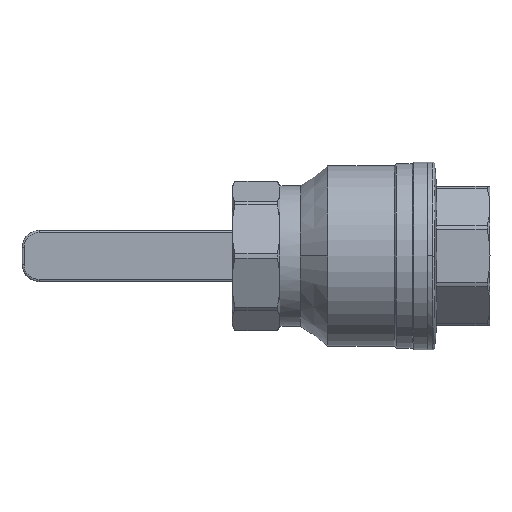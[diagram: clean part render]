
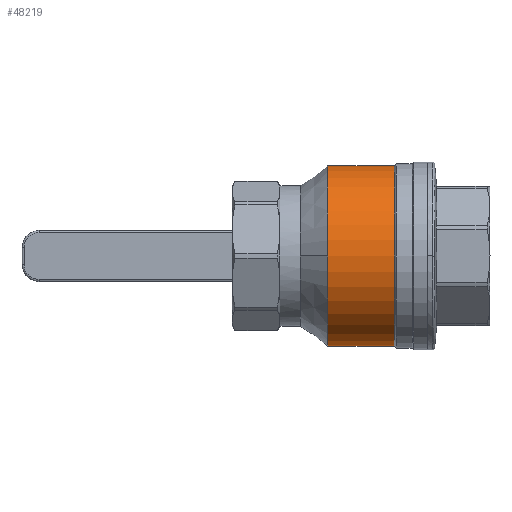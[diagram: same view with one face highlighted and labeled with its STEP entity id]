
A CAD part, front view. The second image highlights one B-rep face of the part: STEP entity #48219.
In plain terms, the highlighted cylindrical face has radius 42.25 mm (diameter 84.5 mm), a partial arc.
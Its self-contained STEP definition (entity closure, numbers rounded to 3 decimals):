
#1876 = DIRECTION ( 'NONE',  ( -1., 0., 0. ) ) ;
#2156 = CARTESIAN_POINT ( 'NONE',  ( 153.059, 0., -42.25 ) ) ;
#2643 = VERTEX_POINT ( 'NONE', #3921 ) ;
#3921 = CARTESIAN_POINT ( 'NONE',  ( 15.5, 0., 42.25 ) ) ;
#5589 = ORIENTED_EDGE ( 'NONE', *, *, #22128, .T. ) ;
#7940 = DIRECTION ( 'NONE',  ( 1., 0., 0. ) ) ;
#9190 = DIRECTION ( 'NONE',  ( 1., 0., 0. ) ) ;
#11012 = LINE ( 'NONE', #2156, #56346 ) ;
#11461 = EDGE_CURVE ( 'NONE', #53127, #50274, #40713, .T. ) ;
#14179 = VERTEX_POINT ( 'NONE', #18051 ) ;
#14722 = EDGE_CURVE ( 'NONE', #14179, #21555, #11012, .T. ) ;
#15079 = AXIS2_PLACEMENT_3D ( 'NONE', #35462, #9190, #39921 ) ;
#18051 = CARTESIAN_POINT ( 'NONE',  ( 15.5, 0., -42.25 ) ) ;
#19580 = CYLINDRICAL_SURFACE ( 'NONE', #38968, 42.25 ) ;
#21099 = DIRECTION ( 'NONE',  ( -1., 0., 0. ) ) ;
#21555 = VERTEX_POINT ( 'NONE', #40277 ) ;
#22128 = EDGE_CURVE ( 'NONE', #14179, #2643, #22930, .T. ) ;
#22617 = EDGE_CURVE ( 'NONE', #50274, #21555, #51370, .T. ) ;
#22930 = CIRCLE ( 'NONE', #51782, 42.25 ) ;
#23476 = DIRECTION ( 'NONE',  ( -1., 0., 0. ) ) ;
#24087 = ORIENTED_EDGE ( 'NONE', *, *, #11461, .T. ) ;
#24430 = DIRECTION ( 'NONE',  ( -1., 0., 0. ) ) ;
#32607 = CARTESIAN_POINT ( 'NONE',  ( 153.059, 0., 42.25 ) ) ;
#34224 = CARTESIAN_POINT ( 'NONE',  ( -15.5, 0., 0. ) ) ;
#35462 = CARTESIAN_POINT ( 'NONE',  ( -15.5, 0., 0. ) ) ;
#35905 = AXIS2_PLACEMENT_3D ( 'NONE', #34224, #7940, #38665 ) ;
#38477 = LINE ( 'NONE', #32607, #42525 ) ;
#38665 = DIRECTION ( 'NONE',  ( 0., 0., 1. ) ) ;
#38968 = AXIS2_PLACEMENT_3D ( 'NONE', #49859, #23476, #49655 ) ;
#39921 = DIRECTION ( 'NONE',  ( 0., 0., 1. ) ) ;
#40277 = CARTESIAN_POINT ( 'NONE',  ( -15.5, 0., -42.25 ) ) ;
#40678 = ORIENTED_EDGE ( 'NONE', *, *, #22617, .T. ) ;
#40713 = CIRCLE ( 'NONE', #15079, 42.25 ) ;
#42525 = VECTOR ( 'NONE', #1876, 1000. ) ;
#47485 = CARTESIAN_POINT ( 'NONE',  ( 15.5, 0., 0. ) ) ;
#48219 = ADVANCED_FACE ( 'NONE', ( #54875 ), #19580, .T. ) ;
#49655 = DIRECTION ( 'NONE',  ( 0., 0., 1. ) ) ;
#49859 = CARTESIAN_POINT ( 'NONE',  ( 153.059, 0., 0. ) ) ;
#50274 = VERTEX_POINT ( 'NONE', #52589 ) ;
#50679 = EDGE_LOOP ( 'NONE', ( #54343, #5589, #53964, #24087, #40678 ) ) ;
#50988 = EDGE_CURVE ( 'NONE', #2643, #53127, #38477, .T. ) ;
#51370 = CIRCLE ( 'NONE', #35905, 42.25 ) ;
#51782 = AXIS2_PLACEMENT_3D ( 'NONE', #47485, #21099, #51915 ) ;
#51915 = DIRECTION ( 'NONE',  ( 0., 0., 1. ) ) ;
#52589 = CARTESIAN_POINT ( 'NONE',  ( -15.5, -42.25, 0. ) ) ;
#52699 = CARTESIAN_POINT ( 'NONE',  ( -15.5, 0., 42.25 ) ) ;
#53127 = VERTEX_POINT ( 'NONE', #52699 ) ;
#53964 = ORIENTED_EDGE ( 'NONE', *, *, #50988, .T. ) ;
#54343 = ORIENTED_EDGE ( 'NONE', *, *, #14722, .F. ) ;
#54875 = FACE_OUTER_BOUND ( 'NONE', #50679, .T. ) ;
#56346 = VECTOR ( 'NONE', #24430, 1000. ) ;
